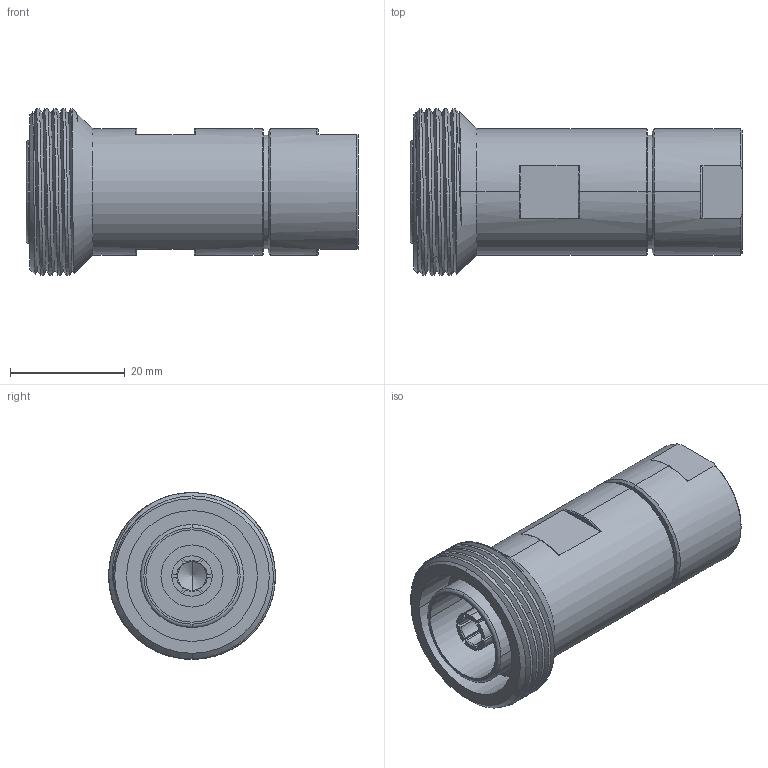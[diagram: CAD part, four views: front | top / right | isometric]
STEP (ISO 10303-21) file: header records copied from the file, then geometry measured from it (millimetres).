
FILE_DESCRIPTION((''),'2;1');
FILE_NAME('PRT0001','2021-09-02T',('1111'),(''),'PRO/ENGINEER BY PARAMETRIC TECHNOLOGY CORPORATION, 2012090','PRO/ENGINEER BY PARAMETRIC TECHNOLOGY CORPORATION, 2012090','');
FILE_SCHEMA(('CONFIG_CONTROL_DESIGN'));
Length unit declared in the file: millimetre
Products named in the file (1): PRT0001
Bounding box: 57.75 x 29 x 29 mm (x, y, z)
Volume: 20689.6 mm3; surface area: 7667.3 mm2
Topology: 1 solids, 1 shells, 98 faces, 261 edges, 170 vertices
Faces by surface type: plane 42, cylinder 26, cone 16, torus 10, bspline 4
Entity records: 4406 total; most frequent: CARTESIAN_POINT 1958, ORIENTED_EDGE 518, DIRECTION 493, EDGE_CURVE 259, AXIS2_PLACEMENT_3D 196, VERTEX_POINT 170, EDGE_LOOP 105, CIRCLE 102
